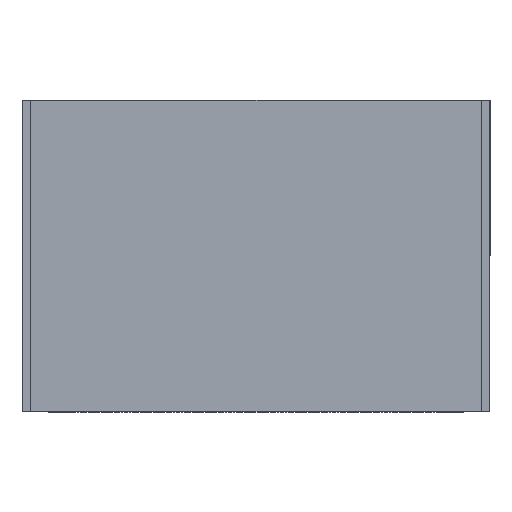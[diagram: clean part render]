
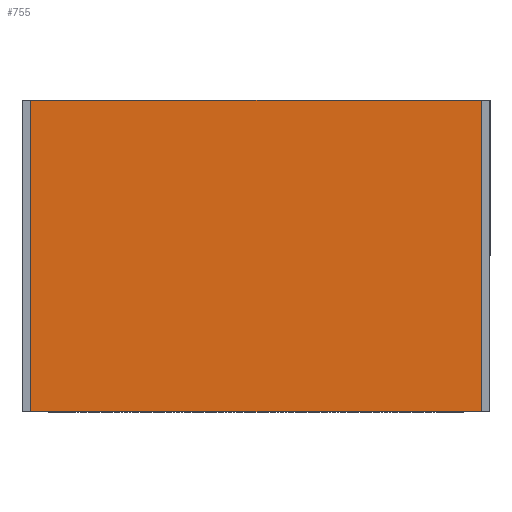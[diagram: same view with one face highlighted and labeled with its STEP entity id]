
A CAD part, front view. The second image highlights one B-rep face of the part: STEP entity #755.
In plain terms, the highlighted planar face has unit normal (0, -1, 0).
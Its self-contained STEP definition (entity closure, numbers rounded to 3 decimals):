
#104 = VECTOR ( 'NONE', #335, 1000. ) ;
#138 = LINE ( 'NONE', #323, #139 ) ;
#139 = VECTOR ( 'NONE', #324, 1000. ) ;
#149 = VECTOR ( 'NONE', #348, 1000. ) ;
#155 = ORIENTED_EDGE ( 'NONE', *, *, #784, .F. ) ;
#161 = EDGE_LOOP ( 'NONE', ( #155, #196, #162, #163 ) ) ;
#162 = ORIENTED_EDGE ( 'NONE', *, *, #251, .F. ) ;
#163 = ORIENTED_EDGE ( 'NONE', *, *, #259, .F. ) ;
#171 = VECTOR ( 'NONE', #497, 1000. ) ;
#181 = LINE ( 'NONE', #347, #149 ) ;
#189 = FACE_OUTER_BOUND ( 'NONE', #161, .T. ) ;
#196 = ORIENTED_EDGE ( 'NONE', *, *, #245, .T. ) ;
#218 = LINE ( 'NONE', #331, #104 ) ;
#232 = LINE ( 'NONE', #490, #171 ) ;
#245 = EDGE_CURVE ( 'NONE', #279, #266, #138, .T. ) ;
#251 = EDGE_CURVE ( 'NONE', #281, #266, #218, .T. ) ;
#259 = EDGE_CURVE ( 'NONE', #276, #281, #181, .T. ) ;
#266 = VERTEX_POINT ( 'NONE', #351 ) ;
#276 = VERTEX_POINT ( 'NONE', #359 ) ;
#279 = VERTEX_POINT ( 'NONE', #362 ) ;
#281 = VERTEX_POINT ( 'NONE', #364 ) ;
#323 = CARTESIAN_POINT ( 'NONE',  ( 7.224, 0., -20.737 ) ) ;
#324 = DIRECTION ( 'NONE',  ( 0., 0., 1. ) ) ;
#331 = CARTESIAN_POINT ( 'NONE',  ( -7.224, 0., 5. ) ) ;
#335 = DIRECTION ( 'NONE',  ( 1., 0., 0. ) ) ;
#347 = CARTESIAN_POINT ( 'NONE',  ( -7.224, 0., -20.737 ) ) ;
#348 = DIRECTION ( 'NONE',  ( 0., 0., 1. ) ) ;
#351 = CARTESIAN_POINT ( 'NONE',  ( 7.224, 0., 5. ) ) ;
#359 = CARTESIAN_POINT ( 'NONE',  ( -7.224, 0., -5. ) ) ;
#362 = CARTESIAN_POINT ( 'NONE',  ( 7.224, 0., -5. ) ) ;
#364 = CARTESIAN_POINT ( 'NONE',  ( -7.224, 0., 5. ) ) ;
#412 = PLANE ( 'NONE',  #879 ) ;
#415 = CARTESIAN_POINT ( 'NONE',  ( -7.224, 0., -20.737 ) ) ;
#421 = DIRECTION ( 'NONE',  ( 0., -1., 0. ) ) ;
#422 = DIRECTION ( 'NONE',  ( 0., 0., -1. ) ) ;
#490 = CARTESIAN_POINT ( 'NONE',  ( -7.224, 0., -5. ) ) ;
#497 = DIRECTION ( 'NONE',  ( -1., 0., 0. ) ) ;
#755 = ADVANCED_FACE ( 'NONE', ( #189 ), #412, .T. ) ;
#784 = EDGE_CURVE ( 'NONE', #279, #276, #232, .T. ) ;
#879 = AXIS2_PLACEMENT_3D ( 'NONE', #415, #421, #422 ) ;
